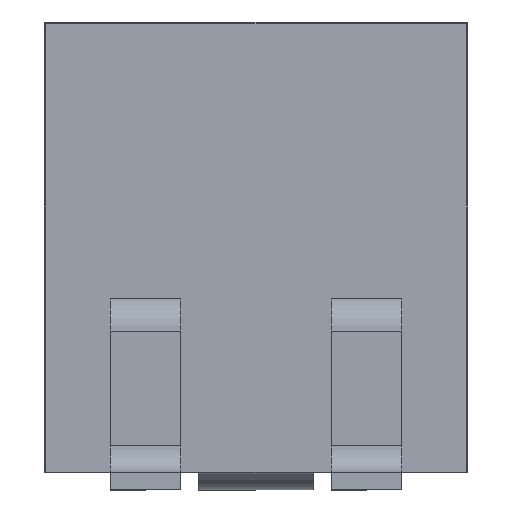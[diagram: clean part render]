
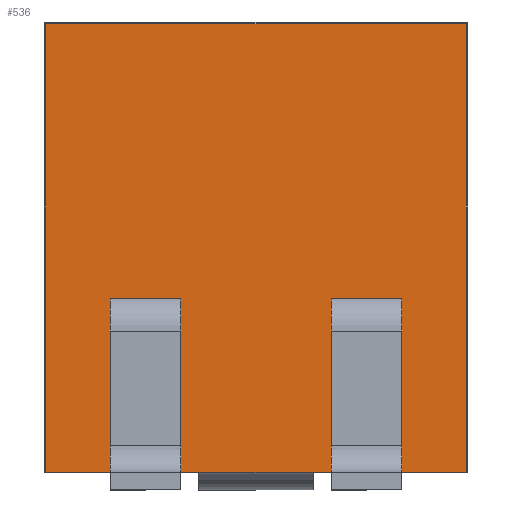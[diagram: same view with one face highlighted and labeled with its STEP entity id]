
A CAD part, front view. The second image highlights one B-rep face of the part: STEP entity #536.
In plain terms, the highlighted planar face has unit normal (0, -1, 0).
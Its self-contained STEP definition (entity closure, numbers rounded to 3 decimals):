
#194=CARTESIAN_POINT('',(-2.38,-1.75,5.28));
#195=VERTEX_POINT('',#194);
#260=CARTESIAN_POINT('',(2.38,-1.75,5.28));
#261=VERTEX_POINT('',#260);
#392=CARTESIAN_POINT('',(2.38,-1.75,0.2));
#393=VERTEX_POINT('',#392);
#410=CARTESIAN_POINT('',(2.38,-1.75,5.28));
#411=DIRECTION('',(0.0,0.0,-1.0));
#412=VECTOR('',#411,5.08);
#413=LINE('',#410,#412);
#414=EDGE_CURVE('',#261,#393,#413,.T.);
#425=CARTESIAN_POINT('',(-2.38,-1.75,5.28));
#426=DIRECTION('',(1.0,0.0,0.0));
#427=VECTOR('',#426,4.76);
#428=LINE('',#425,#427);
#429=EDGE_CURVE('',#195,#261,#428,.T.);
#495=CARTESIAN_POINT('',(-2.38,-1.75,0.2));
#496=VERTEX_POINT('',#495);
#504=CARTESIAN_POINT('',(-2.38,-1.75,0.2));
#505=DIRECTION('',(0.0,0.0,1.0));
#506=VECTOR('',#505,5.08);
#507=LINE('',#504,#506);
#508=EDGE_CURVE('',#496,#195,#507,.T.);
#520=CARTESIAN_POINT('',(2.4,-1.75,0.2));
#521=DIRECTION('',(0.0,-1.0,0.0));
#522=DIRECTION('',(0.0,0.0,1.0));
#523=AXIS2_PLACEMENT_3D('',#520,#521,#522);
#524=PLANE('',#523);
#525=ORIENTED_EDGE('',*,*,#414,.F.);
#526=ORIENTED_EDGE('',*,*,#429,.F.);
#527=ORIENTED_EDGE('',*,*,#508,.F.);
#528=CARTESIAN_POINT('',(-2.38,-1.75,0.2));
#529=DIRECTION('',(1.0,0.0,0.0));
#530=VECTOR('',#529,4.76);
#531=LINE('',#528,#530);
#532=EDGE_CURVE('',#496,#393,#531,.T.);
#533=ORIENTED_EDGE('',*,*,#532,.T.);
#534=EDGE_LOOP('',(#525,#526,#527,#533));
#535=FACE_OUTER_BOUND('',#534,.T.);
#536=ADVANCED_FACE('',(#535),#524,.T.);
